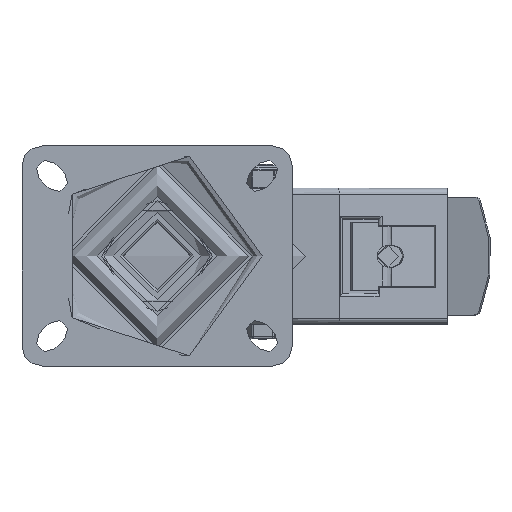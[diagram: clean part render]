
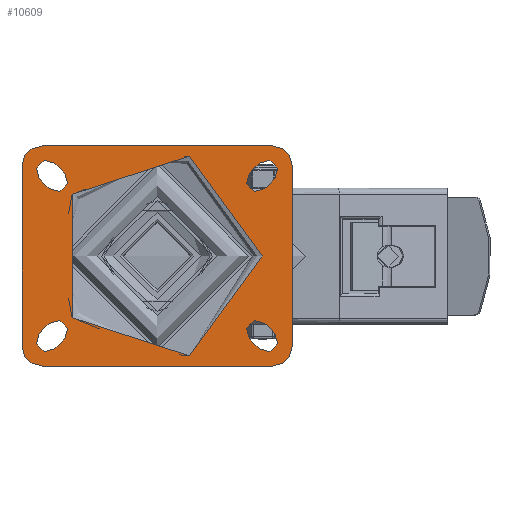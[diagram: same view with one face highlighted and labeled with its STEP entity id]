
A CAD part, top view. The second image highlights one B-rep face of the part: STEP entity #10609.
In plain terms, the highlighted planar face has unit normal (0, 0, 1).
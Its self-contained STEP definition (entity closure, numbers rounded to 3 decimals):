
#552=FACE_BOUND('',#1892,.T.);
#553=FACE_BOUND('',#1893,.T.);
#554=FACE_BOUND('',#1894,.T.);
#555=FACE_BOUND('',#1895,.T.);
#556=FACE_BOUND('',#1896,.T.);
#663=PLANE('',#11556);
#1270=FACE_OUTER_BOUND('',#1891,.T.);
#1891=EDGE_LOOP('',(#7546,#7547,#7548,#7549,#7550,#7551,#7552,#7553));
#1892=EDGE_LOOP('',(#7554));
#1893=EDGE_LOOP('',(#7555,#7556,#7557,#7558));
#1894=EDGE_LOOP('',(#7559,#7560,#7561,#7562));
#1895=EDGE_LOOP('',(#7563,#7564,#7565,#7566));
#1896=EDGE_LOOP('',(#7567,#7568,#7569,#7570));
#2573=LINE('',#18590,#3444);
#2574=LINE('',#18591,#3445);
#2575=LINE('',#18592,#3446);
#2576=LINE('',#18593,#3447);
#2577=LINE('',#18594,#3448);
#2578=LINE('',#18595,#3449);
#2579=LINE('',#18596,#3450);
#2580=LINE('',#18597,#3451);
#2581=LINE('',#18598,#3452);
#2582=LINE('',#18599,#3453);
#2583=LINE('',#18600,#3454);
#2584=LINE('',#18601,#3455);
#3444=VECTOR('',#12915,1000.);
#3445=VECTOR('',#12916,1000.);
#3446=VECTOR('',#12917,1000.);
#3447=VECTOR('',#12918,1000.);
#3448=VECTOR('',#12919,1000.);
#3449=VECTOR('',#12920,1000.);
#3450=VECTOR('',#12921,1000.);
#3451=VECTOR('',#12922,1000.);
#3452=VECTOR('',#12923,1000.);
#3453=VECTOR('',#12924,1000.);
#3454=VECTOR('',#12925,1000.);
#3455=VECTOR('',#12926,1000.);
#4254=CIRCLE('',#11404,5.5);
#4255=CIRCLE('',#11406,5.5);
#4258=CIRCLE('',#11410,5.5);
#4259=CIRCLE('',#11412,5.5);
#4262=CIRCLE('',#11416,5.5);
#4263=CIRCLE('',#11418,5.5);
#4266=CIRCLE('',#11422,5.5);
#4267=CIRCLE('',#11424,5.5);
#4273=CIRCLE('',#11433,10.);
#4275=CIRCLE('',#11436,10.);
#4277=CIRCLE('',#11439,10.);
#4279=CIRCLE('',#11442,10.);
#4283=CIRCLE('',#11447,52.494);
#4677=VERTEX_POINT('',#15688);
#4678=VERTEX_POINT('',#15690);
#4679=VERTEX_POINT('',#15694);
#4680=VERTEX_POINT('',#15695);
#4685=VERTEX_POINT('',#15706);
#4686=VERTEX_POINT('',#15708);
#4687=VERTEX_POINT('',#15712);
#4688=VERTEX_POINT('',#15713);
#4693=VERTEX_POINT('',#15724);
#4694=VERTEX_POINT('',#15726);
#4695=VERTEX_POINT('',#15730);
#4696=VERTEX_POINT('',#15731);
#4701=VERTEX_POINT('',#15742);
#4702=VERTEX_POINT('',#15744);
#4703=VERTEX_POINT('',#15748);
#4704=VERTEX_POINT('',#15749);
#4710=VERTEX_POINT('',#15767);
#4711=VERTEX_POINT('',#15768);
#4714=VERTEX_POINT('',#15776);
#4715=VERTEX_POINT('',#15777);
#4718=VERTEX_POINT('',#15785);
#4719=VERTEX_POINT('',#15786);
#4722=VERTEX_POINT('',#15794);
#4723=VERTEX_POINT('',#15795);
#4727=VERTEX_POINT('',#15805);
#5671=EDGE_CURVE('',#4678,#4677,#4254,.T.);
#5673=EDGE_CURVE('',#4679,#4680,#4255,.T.);
#5679=EDGE_CURVE('',#4686,#4685,#4258,.T.);
#5681=EDGE_CURVE('',#4687,#4688,#4259,.T.);
#5687=EDGE_CURVE('',#4694,#4693,#4262,.T.);
#5689=EDGE_CURVE('',#4695,#4696,#4263,.T.);
#5695=EDGE_CURVE('',#4702,#4701,#4266,.T.);
#5697=EDGE_CURVE('',#4703,#4704,#4267,.T.);
#5706=EDGE_CURVE('',#4710,#4711,#4273,.T.);
#5710=EDGE_CURVE('',#4714,#4715,#4275,.T.);
#5714=EDGE_CURVE('',#4718,#4719,#4277,.T.);
#5718=EDGE_CURVE('',#4722,#4723,#4279,.T.);
#5724=EDGE_CURVE('',#4727,#4727,#4283,.T.);
#5855=EDGE_CURVE('',#4719,#4722,#2573,.T.);
#5856=EDGE_CURVE('',#4715,#4718,#2574,.T.);
#5857=EDGE_CURVE('',#4711,#4714,#2575,.T.);
#5858=EDGE_CURVE('',#4723,#4710,#2576,.T.);
#5859=EDGE_CURVE('',#4701,#4703,#2577,.T.);
#5860=EDGE_CURVE('',#4704,#4702,#2578,.T.);
#5861=EDGE_CURVE('',#4693,#4695,#2579,.T.);
#5862=EDGE_CURVE('',#4696,#4694,#2580,.T.);
#5863=EDGE_CURVE('',#4685,#4687,#2581,.T.);
#5864=EDGE_CURVE('',#4688,#4686,#2582,.T.);
#5865=EDGE_CURVE('',#4677,#4679,#2583,.T.);
#5866=EDGE_CURVE('',#4680,#4678,#2584,.T.);
#7546=ORIENTED_EDGE('',*,*,#5718,.F.);
#7547=ORIENTED_EDGE('',*,*,#5855,.F.);
#7548=ORIENTED_EDGE('',*,*,#5714,.F.);
#7549=ORIENTED_EDGE('',*,*,#5856,.F.);
#7550=ORIENTED_EDGE('',*,*,#5710,.F.);
#7551=ORIENTED_EDGE('',*,*,#5857,.F.);
#7552=ORIENTED_EDGE('',*,*,#5706,.F.);
#7553=ORIENTED_EDGE('',*,*,#5858,.F.);
#7554=ORIENTED_EDGE('',*,*,#5724,.F.);
#7555=ORIENTED_EDGE('',*,*,#5859,.T.);
#7556=ORIENTED_EDGE('',*,*,#5697,.T.);
#7557=ORIENTED_EDGE('',*,*,#5860,.T.);
#7558=ORIENTED_EDGE('',*,*,#5695,.T.);
#7559=ORIENTED_EDGE('',*,*,#5861,.T.);
#7560=ORIENTED_EDGE('',*,*,#5689,.T.);
#7561=ORIENTED_EDGE('',*,*,#5862,.T.);
#7562=ORIENTED_EDGE('',*,*,#5687,.T.);
#7563=ORIENTED_EDGE('',*,*,#5863,.T.);
#7564=ORIENTED_EDGE('',*,*,#5681,.T.);
#7565=ORIENTED_EDGE('',*,*,#5864,.T.);
#7566=ORIENTED_EDGE('',*,*,#5679,.T.);
#7567=ORIENTED_EDGE('',*,*,#5865,.T.);
#7568=ORIENTED_EDGE('',*,*,#5673,.T.);
#7569=ORIENTED_EDGE('',*,*,#5866,.T.);
#7570=ORIENTED_EDGE('',*,*,#5671,.T.);
#10609=ADVANCED_FACE('',(#1270,#552,#553,#554,#555,#556),#663,.T.);
#11404=AXIS2_PLACEMENT_3D('',#15691,#12548,#12549);
#11406=AXIS2_PLACEMENT_3D('',#15696,#12553,#12554);
#11410=AXIS2_PLACEMENT_3D('',#15709,#12564,#12565);
#11412=AXIS2_PLACEMENT_3D('',#15714,#12569,#12570);
#11416=AXIS2_PLACEMENT_3D('',#15727,#12580,#12581);
#11418=AXIS2_PLACEMENT_3D('',#15732,#12585,#12586);
#11422=AXIS2_PLACEMENT_3D('',#15745,#12596,#12597);
#11424=AXIS2_PLACEMENT_3D('',#15750,#12601,#12602);
#11433=AXIS2_PLACEMENT_3D('',#15769,#12622,#12623);
#11436=AXIS2_PLACEMENT_3D('',#15778,#12630,#12631);
#11439=AXIS2_PLACEMENT_3D('',#15787,#12638,#12639);
#11442=AXIS2_PLACEMENT_3D('',#15796,#12646,#12647);
#11447=AXIS2_PLACEMENT_3D('',#15807,#12658,#12659);
#11556=AXIS2_PLACEMENT_3D('',#18589,#12913,#12914);
#12548=DIRECTION('center_axis',(0.,0.,-1.));
#12549=DIRECTION('ref_axis',(-1.,0.,0.));
#12553=DIRECTION('center_axis',(0.,0.,-1.));
#12554=DIRECTION('ref_axis',(-1.,0.,0.));
#12564=DIRECTION('center_axis',(0.,0.,-1.));
#12565=DIRECTION('ref_axis',(-1.,0.,0.));
#12569=DIRECTION('center_axis',(0.,0.,-1.));
#12570=DIRECTION('ref_axis',(-1.,0.,0.));
#12580=DIRECTION('center_axis',(0.,0.,-1.));
#12581=DIRECTION('ref_axis',(1.,0.,0.));
#12585=DIRECTION('center_axis',(0.,0.,-1.));
#12586=DIRECTION('ref_axis',(1.,0.,0.));
#12596=DIRECTION('center_axis',(0.,0.,-1.));
#12597=DIRECTION('ref_axis',(1.,0.,0.));
#12601=DIRECTION('center_axis',(0.,0.,-1.));
#12602=DIRECTION('ref_axis',(1.,0.,0.));
#12622=DIRECTION('center_axis',(0.,0.,-1.));
#12623=DIRECTION('ref_axis',(-0.707,0.707,0.));
#12630=DIRECTION('center_axis',(0.,0.,-1.));
#12631=DIRECTION('ref_axis',(0.707,0.707,0.));
#12638=DIRECTION('center_axis',(0.,0.,-1.));
#12639=DIRECTION('ref_axis',(0.707,-0.707,0.));
#12646=DIRECTION('center_axis',(0.,0.,-1.));
#12647=DIRECTION('ref_axis',(-0.707,-0.707,0.));
#12658=DIRECTION('center_axis',(0.,0.,1.));
#12659=DIRECTION('ref_axis',(-1.,0.,0.));
#12913=DIRECTION('center_axis',(0.,0.,1.));
#12914=DIRECTION('ref_axis',(1.,0.,0.));
#12915=DIRECTION('',(-1.,0.,0.));
#12916=DIRECTION('',(0.,-1.,0.));
#12917=DIRECTION('',(1.,0.,0.));
#12918=DIRECTION('',(0.,1.,0.));
#12919=DIRECTION('',(0.707,-0.707,0.));
#12920=DIRECTION('',(-0.707,0.707,0.));
#12921=DIRECTION('',(0.707,0.707,0.));
#12922=DIRECTION('',(-0.707,-0.707,0.));
#12923=DIRECTION('',(-0.707,-0.707,0.));
#12924=DIRECTION('',(0.707,0.707,0.));
#12925=DIRECTION('',(-0.707,0.707,0.));
#12926=DIRECTION('',(0.707,-0.707,0.));
#15688=CARTESIAN_POINT('',(51.086,-46.364,0.));
#15690=CARTESIAN_POINT('',(58.864,-38.586,0.));
#15691=CARTESIAN_POINT('Origin',(54.975,-42.475,0.));
#15694=CARTESIAN_POINT('',(46.136,-41.414,0.));
#15695=CARTESIAN_POINT('',(53.914,-33.636,0.));
#15696=CARTESIAN_POINT('Origin',(50.025,-37.525,0.));
#15706=CARTESIAN_POINT('',(58.864,38.586,0.));
#15708=CARTESIAN_POINT('',(51.086,46.364,0.));
#15709=CARTESIAN_POINT('Origin',(54.975,42.475,0.));
#15712=CARTESIAN_POINT('',(53.914,33.636,0.));
#15713=CARTESIAN_POINT('',(46.136,41.414,0.));
#15714=CARTESIAN_POINT('Origin',(50.025,37.525,0.));
#15724=CARTESIAN_POINT('',(-58.864,-38.586,0.));
#15726=CARTESIAN_POINT('',(-51.086,-46.364,0.));
#15727=CARTESIAN_POINT('Origin',(-54.975,-42.475,0.));
#15730=CARTESIAN_POINT('',(-53.914,-33.636,0.));
#15731=CARTESIAN_POINT('',(-46.136,-41.414,0.));
#15732=CARTESIAN_POINT('Origin',(-50.025,-37.525,0.));
#15742=CARTESIAN_POINT('',(-51.086,46.364,0.));
#15744=CARTESIAN_POINT('',(-58.864,38.586,0.));
#15745=CARTESIAN_POINT('Origin',(-54.975,42.475,0.));
#15748=CARTESIAN_POINT('',(-46.136,41.414,0.));
#15749=CARTESIAN_POINT('',(-53.914,33.636,0.));
#15750=CARTESIAN_POINT('Origin',(-50.025,37.525,0.));
#15767=CARTESIAN_POINT('',(-67.5,45.,0.));
#15768=CARTESIAN_POINT('',(-57.5,55.,0.));
#15769=CARTESIAN_POINT('Origin',(-57.5,45.,0.));
#15776=CARTESIAN_POINT('',(57.5,55.,0.));
#15777=CARTESIAN_POINT('',(67.5,45.,0.));
#15778=CARTESIAN_POINT('Origin',(57.5,45.,0.));
#15785=CARTESIAN_POINT('',(67.5,-45.,0.));
#15786=CARTESIAN_POINT('',(57.5,-55.,0.));
#15787=CARTESIAN_POINT('Origin',(57.5,-45.,0.));
#15794=CARTESIAN_POINT('',(-57.5,-55.,0.));
#15795=CARTESIAN_POINT('',(-67.5,-45.,0.));
#15796=CARTESIAN_POINT('Origin',(-57.5,-45.,0.));
#15805=CARTESIAN_POINT('',(52.494,0.,0.));
#15807=CARTESIAN_POINT('Origin',(0.,0.,0.));
#18589=CARTESIAN_POINT('Origin',(0.,0.,0.));
#18590=CARTESIAN_POINT('',(67.5,-55.,0.));
#18591=CARTESIAN_POINT('',(67.5,55.,0.));
#18592=CARTESIAN_POINT('',(-67.5,55.,0.));
#18593=CARTESIAN_POINT('',(-67.5,-55.,0.));
#18594=CARTESIAN_POINT('',(-51.086,46.364,0.));
#18595=CARTESIAN_POINT('',(-58.864,38.586,0.));
#18596=CARTESIAN_POINT('',(-58.864,-38.586,0.));
#18597=CARTESIAN_POINT('',(-51.086,-46.364,0.));
#18598=CARTESIAN_POINT('',(58.864,38.586,0.));
#18599=CARTESIAN_POINT('',(51.086,46.364,0.));
#18600=CARTESIAN_POINT('',(51.086,-46.364,0.));
#18601=CARTESIAN_POINT('',(58.864,-38.586,0.));
